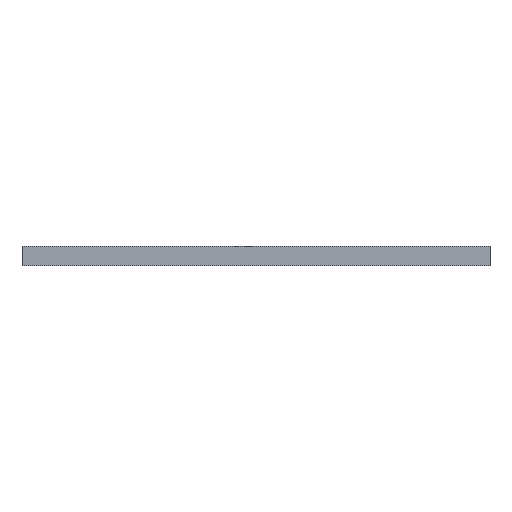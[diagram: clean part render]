
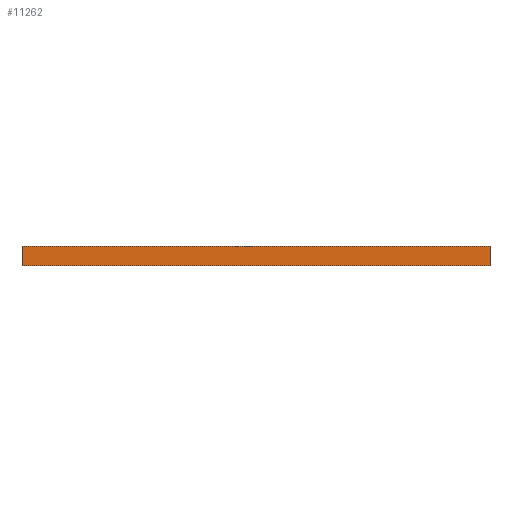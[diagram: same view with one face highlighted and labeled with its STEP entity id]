
A CAD part, front view. The second image highlights one B-rep face of the part: STEP entity #11262.
In plain terms, the highlighted planar face has unit normal (0, -1, 0).
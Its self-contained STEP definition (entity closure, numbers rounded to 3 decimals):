
#819=PLANE('',#12211);
#935=FACE_OUTER_BOUND('',#1666,.T.);
#1666=EDGE_LOOP('',(#8514,#8515,#8516,#8517));
#2825=LINE('',#18082,#3509);
#2826=LINE('',#18085,#3510);
#2827=LINE('',#18087,#3511);
#2828=LINE('',#18088,#3512);
#3509=VECTOR('',#14515,10.);
#3510=VECTOR('',#14518,10.);
#3511=VECTOR('',#14519,10.);
#3512=VECTOR('',#14520,10.);
#5440=VERTEX_POINT('',#18078);
#5441=VERTEX_POINT('',#18080);
#5442=VERTEX_POINT('',#18084);
#5443=VERTEX_POINT('',#18086);
#6669=EDGE_CURVE('',#5440,#5441,#2825,.T.);
#6670=EDGE_CURVE('',#5442,#5440,#2826,.T.);
#6671=EDGE_CURVE('',#5443,#5441,#2827,.T.);
#6672=EDGE_CURVE('',#5442,#5443,#2828,.T.);
#8514=ORIENTED_EDGE('',*,*,#6670,.T.);
#8515=ORIENTED_EDGE('',*,*,#6669,.T.);
#8516=ORIENTED_EDGE('',*,*,#6671,.F.);
#8517=ORIENTED_EDGE('',*,*,#6672,.F.);
#11262=ADVANCED_FACE('',(#935),#819,.T.);
#12211=AXIS2_PLACEMENT_3D('',#18083,#14516,#14517);
#14515=DIRECTION('',(0.,0.,1.));
#14516=DIRECTION('center_axis',(0.,-1.,0.));
#14517=DIRECTION('ref_axis',(1.,0.,0.));
#14518=DIRECTION('',(1.,0.,0.));
#14519=DIRECTION('',(1.,0.,0.));
#14520=DIRECTION('',(0.,0.,1.));
#18078=CARTESIAN_POINT('',(119.5,0.,0.));
#18080=CARTESIAN_POINT('',(119.5,0.,5.));
#18082=CARTESIAN_POINT('',(119.5,0.,0.));
#18083=CARTESIAN_POINT('Origin',(0.,0.,0.));
#18084=CARTESIAN_POINT('',(0.,0.,0.));
#18085=CARTESIAN_POINT('',(0.,0.,0.));
#18086=CARTESIAN_POINT('',(0.,0.,5.));
#18087=CARTESIAN_POINT('',(0.,0.,5.));
#18088=CARTESIAN_POINT('',(0.,0.,0.));
